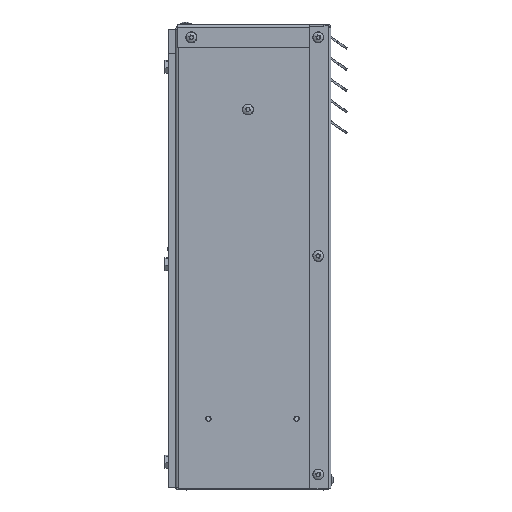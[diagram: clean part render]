
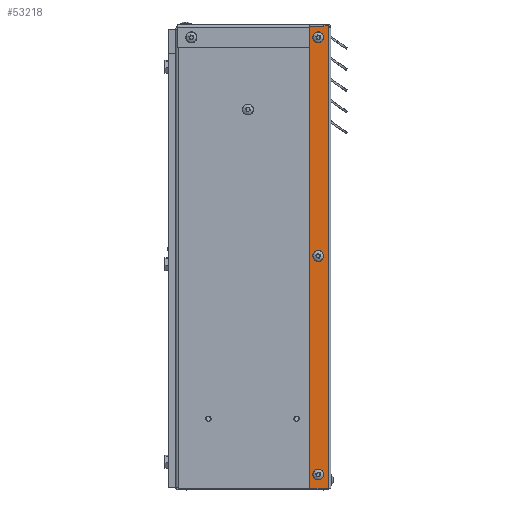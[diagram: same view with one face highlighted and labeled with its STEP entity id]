
A CAD part, left-side view. The second image highlights one B-rep face of the part: STEP entity #53218.
In plain terms, the highlighted planar face has unit normal (-1, 0, 0).
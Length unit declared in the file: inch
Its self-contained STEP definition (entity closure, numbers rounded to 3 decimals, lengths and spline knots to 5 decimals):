
#1643 = ORIENTED_EDGE ( 'NONE', *, *, #87055, .F. ) ;
#1675 = EDGE_CURVE ( 'NONE', #103153, #139552, #28923, .T. ) ;
#4223 = VERTEX_POINT ( 'NONE', #132583 ) ;
#6653 = EDGE_LOOP ( 'NONE', ( #110844, #1643, #148843, #18503, #156827, #31904, #47874 ) ) ;
#7447 = DIRECTION ( 'NONE',  ( 0., 0., 1. ) ) ;
#7801 = CARTESIAN_POINT ( 'NONE',  ( -5.5, -5.40699, 0.05 ) ) ;
#9587 = LINE ( 'NONE', #11458, #47881 ) ;
#11458 = CARTESIAN_POINT ( 'NONE',  ( -5.5, -5.25, 16.468 ) ) ;
#12479 = ORIENTED_EDGE ( 'NONE', *, *, #60703, .F. ) ;
#14989 = EDGE_CURVE ( 'NONE', #115508, #115508, #75928, .T. ) ;
#16058 = VECTOR ( 'NONE', #21143, 39.37008 ) ;
#16133 = EDGE_CURVE ( 'NONE', #48967, #111890, #95504, .T. ) ;
#16586 = DIRECTION ( 'NONE',  ( 0., 0., 1. ) ) ;
#17974 = CARTESIAN_POINT ( 'NONE',  ( -5.5, -5.25, 16.468 ) ) ;
#18503 = ORIENTED_EDGE ( 'NONE', *, *, #16133, .T. ) ;
#18628 = DIRECTION ( 'NONE',  ( -1., 0., 0. ) ) ;
#19626 = ORIENTED_EDGE ( 'NONE', *, *, #71856, .F. ) ;
#20555 = CIRCLE ( 'NONE', #97929, 0.1095 ) ;
#21143 = DIRECTION ( 'NONE',  ( 0., -1., 0. ) ) ;
#22802 = DIRECTION ( 'NONE',  ( 0., -1., 0. ) ) ;
#28923 = LINE ( 'NONE', #76490, #72931 ) ;
#29091 = VECTOR ( 'NONE', #52155, 39.37008 ) ;
#31186 = CARTESIAN_POINT ( 'NONE',  ( -5.5, -5.05, 8.3 ) ) ;
#31904 = ORIENTED_EDGE ( 'NONE', *, *, #73515, .F. ) ;
#36225 = LINE ( 'NONE', #118638, #137570 ) ;
#41642 = LINE ( 'NONE', #105634, #116060 ) ;
#43261 = CARTESIAN_POINT ( 'NONE',  ( -5.5, -4.75, 0.05 ) ) ;
#43523 = FACE_BOUND ( 'NONE', #89610, .T. ) ;
#45159 = DIRECTION ( 'NONE',  ( 0., 0., 1. ) ) ;
#47246 = DIRECTION ( 'NONE',  ( 0., -1., 0. ) ) ;
#47874 = ORIENTED_EDGE ( 'NONE', *, *, #1675, .F. ) ;
#47881 = VECTOR ( 'NONE', #47246, 39.37008 ) ;
#48967 = VERTEX_POINT ( 'NONE', #108981 ) ;
#52155 = DIRECTION ( 'NONE',  ( 0., 0., 1. ) ) ;
#53218 = ADVANCED_FACE ( 'NONE', ( #116089, #158016, #125702, #43523 ), #152586, .T. ) ;
#55282 = EDGE_CURVE ( 'NONE', #111890, #153845, #36225, .T. ) ;
#57083 = VERTEX_POINT ( 'NONE', #136203 ) ;
#57611 = DIRECTION ( 'NONE',  ( -1., 0., 0. ) ) ;
#57811 = LINE ( 'NONE', #125342, #29091 ) ;
#59260 = DIRECTION ( 'NONE',  ( -1., 0., 0. ) ) ;
#60703 = EDGE_CURVE ( 'NONE', #4223, #4223, #104357, .T. ) ;
#65792 = CARTESIAN_POINT ( 'NONE',  ( -5.5, -5.40699, 16.468 ) ) ;
#67001 = EDGE_LOOP ( 'NONE', ( #12479 ) ) ;
#69578 = LINE ( 'NONE', #155590, #16058 ) ;
#71856 = EDGE_CURVE ( 'NONE', #151086, #151086, #20555, .T. ) ;
#72931 = VECTOR ( 'NONE', #16586, 39.37008 ) ;
#73515 = EDGE_CURVE ( 'NONE', #139552, #153845, #9587, .T. ) ;
#75928 = CIRCLE ( 'NONE', #86643, 0.1095 ) ;
#76490 = CARTESIAN_POINT ( 'NONE',  ( -5.5, -5.25, 16.437 ) ) ;
#82278 = ORIENTED_EDGE ( 'NONE', *, *, #14989, .F. ) ;
#83715 = DIRECTION ( 'NONE',  ( 0., -1., 0. ) ) ;
#84420 = CARTESIAN_POINT ( 'NONE',  ( -5.5, -5.1595, 16.05 ) ) ;
#86643 = AXIS2_PLACEMENT_3D ( 'NONE', #31186, #115619, #117707 ) ;
#87055 = EDGE_CURVE ( 'NONE', #105779, #57083, #57811, .T. ) ;
#89610 = EDGE_LOOP ( 'NONE', ( #19626 ) ) ;
#90649 = AXIS2_PLACEMENT_3D ( 'NONE', #43261, #18628, #7447 ) ;
#95504 = LINE ( 'NONE', #7801, #143368 ) ;
#97929 = AXIS2_PLACEMENT_3D ( 'NONE', #132398, #59260, #83715 ) ;
#99193 = CARTESIAN_POINT ( 'NONE',  ( -5.5, -5.40699, 16.407 ) ) ;
#103153 = VERTEX_POINT ( 'NONE', #119957 ) ;
#104357 = CIRCLE ( 'NONE', #135206, 0.1095 ) ;
#105634 = CARTESIAN_POINT ( 'NONE',  ( -5.5, -4.75, 0.05 ) ) ;
#105779 = VERTEX_POINT ( 'NONE', #115161 ) ;
#108981 = CARTESIAN_POINT ( 'NONE',  ( -5.5, -5.40699, 0.05 ) ) ;
#110844 = ORIENTED_EDGE ( 'NONE', *, *, #122656, .F. ) ;
#111890 = VERTEX_POINT ( 'NONE', #99193 ) ;
#115161 = CARTESIAN_POINT ( 'NONE',  ( -5.5, -4.75, 0.05 ) ) ;
#115508 = VERTEX_POINT ( 'NONE', #120999 ) ;
#115619 = DIRECTION ( 'NONE',  ( -1., 0., 0. ) ) ;
#116060 = VECTOR ( 'NONE', #140912, 39.37008 ) ;
#116089 = FACE_OUTER_BOUND ( 'NONE', #6653, .T. ) ;
#117707 = DIRECTION ( 'NONE',  ( 0., -1., 0. ) ) ;
#118638 = CARTESIAN_POINT ( 'NONE',  ( -5.5, -5.40699, 0.05 ) ) ;
#119957 = CARTESIAN_POINT ( 'NONE',  ( -5.5, -5.25, 16.437 ) ) ;
#120999 = CARTESIAN_POINT ( 'NONE',  ( -5.5, -5.1595, 8.3 ) ) ;
#122656 = EDGE_CURVE ( 'NONE', #57083, #103153, #69578, .T. ) ;
#125342 = CARTESIAN_POINT ( 'NONE',  ( -5.5, -4.75, 0.05 ) ) ;
#125702 = FACE_BOUND ( 'NONE', #130920, .T. ) ;
#130736 = CARTESIAN_POINT ( 'NONE',  ( -5.5, -5.05, 0.55 ) ) ;
#130920 = EDGE_LOOP ( 'NONE', ( #82278 ) ) ;
#132398 = CARTESIAN_POINT ( 'NONE',  ( -5.5, -5.05, 16.05 ) ) ;
#132583 = CARTESIAN_POINT ( 'NONE',  ( -5.5, -5.1595, 0.55 ) ) ;
#135206 = AXIS2_PLACEMENT_3D ( 'NONE', #130736, #57611, #22802 ) ;
#136203 = CARTESIAN_POINT ( 'NONE',  ( -5.5, -4.75, 16.437 ) ) ;
#136444 = EDGE_CURVE ( 'NONE', #105779, #48967, #41642, .T. ) ;
#137570 = VECTOR ( 'NONE', #142698, 39.37008 ) ;
#139552 = VERTEX_POINT ( 'NONE', #17974 ) ;
#140912 = DIRECTION ( 'NONE',  ( 0., -1., 0. ) ) ;
#142698 = DIRECTION ( 'NONE',  ( 0., 0., 1. ) ) ;
#143368 = VECTOR ( 'NONE', #45159, 39.37008 ) ;
#148843 = ORIENTED_EDGE ( 'NONE', *, *, #136444, .T. ) ;
#151086 = VERTEX_POINT ( 'NONE', #84420 ) ;
#152586 = PLANE ( 'NONE',  #90649 ) ;
#153845 = VERTEX_POINT ( 'NONE', #65792 ) ;
#155590 = CARTESIAN_POINT ( 'NONE',  ( -5.5, -4.75, 16.437 ) ) ;
#156827 = ORIENTED_EDGE ( 'NONE', *, *, #55282, .T. ) ;
#158016 = FACE_BOUND ( 'NONE', #67001, .T. ) ;
